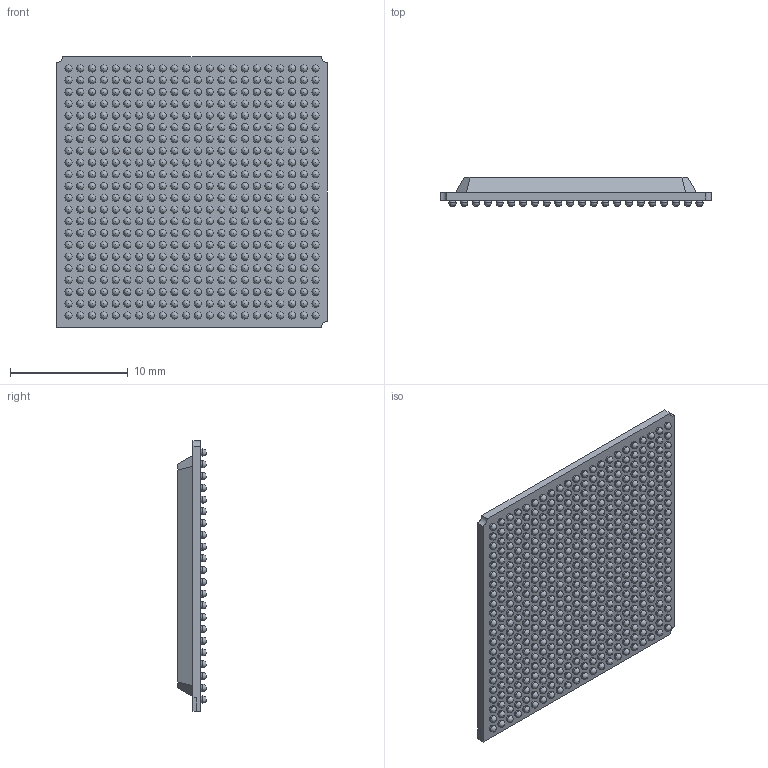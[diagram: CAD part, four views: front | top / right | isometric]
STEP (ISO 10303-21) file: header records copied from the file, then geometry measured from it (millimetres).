
FILE_DESCRIPTION (( 'STEP AP214' ), '1' );
FILE_NAME ('XC7S75-1FGGA484C.STEP', '2020-06-23T20:11:11', ( '' ), ( '' ), 'SwSTEP 2.0', 'SolidWorks 2017', '' );
FILE_SCHEMA (( 'AUTOMOTIVE_DESIGN' ));
Length unit declared in the file: millimetre
Products named in the file (1): XC7S75-1FGGA484C
Bounding box: 23 x 2.44 x 23 mm (x, y, z)
Volume: 894.8 mm3; surface area: 1716.5 mm2
Topology: 487 solids, 487 shells, 1488 faces, 3955 edges, 2958 vertices
Faces by surface type: sphere 968, plane 513, cylinder 7
Entity records: 39297 total; most frequent: DIRECTION 6947, CARTESIAN_POINT 5498, ORIENTED_EDGE 4038, AXIS2_PLACEMENT_3D 3439, EDGE_CURVE 2019, VERTEX_POINT 1990, EDGE_LOOP 1973, CIRCLE 1950
